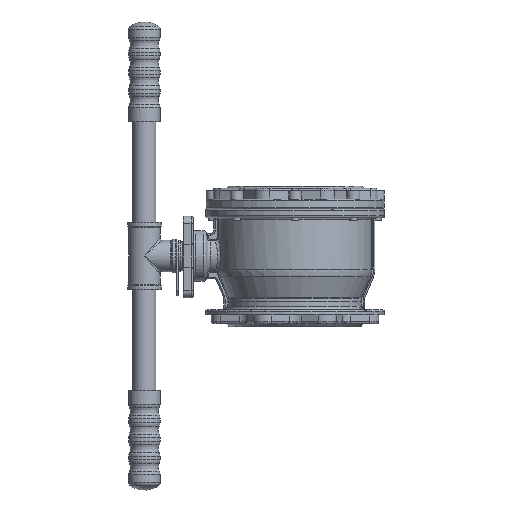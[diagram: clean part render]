
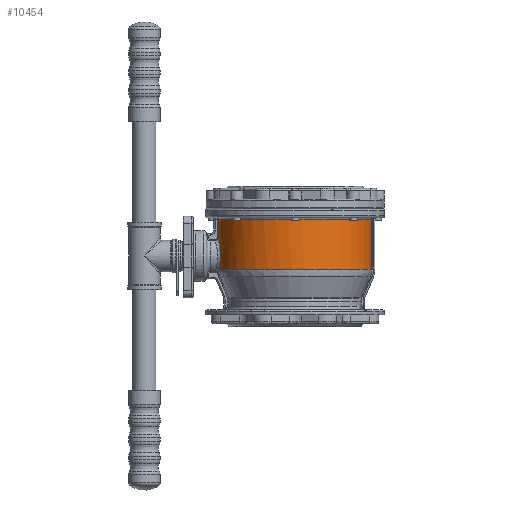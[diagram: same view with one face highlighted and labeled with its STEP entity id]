
A CAD part, left-side view. The second image highlights one B-rep face of the part: STEP entity #10454.
In plain terms, the highlighted cylindrical face has radius 107.5 mm (diameter 215 mm), a partial arc.
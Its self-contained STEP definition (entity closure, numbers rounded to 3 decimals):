
#284=B_SPLINE_CURVE_WITH_KNOTS('',3,(#39271,#39272,#39273,#39274,#39275,
#39276,#39277,#39278,#39279,#39280,#39281),.UNSPECIFIED.,.F.,.F.,(4,1,1,
1,1,1,1,1,4),(0.,0.063,0.125,0.25,0.375,0.5,0.625,0.75,1.),
 .UNSPECIFIED.);
#531=LINE('',#17353,#1096);
#594=LINE('',#34866,#1159);
#1096=VECTOR('',#12618,1000.);
#1159=VECTOR('',#12889,1000.);
#1842=CYLINDRICAL_SURFACE('',#11607,107.5);
#3668=ORIENTED_EDGE('',*,*,#5871,.T.);
#3669=ORIENTED_EDGE('',*,*,#5125,.T.);
#3670=ORIENTED_EDGE('',*,*,#5858,.T.);
#3671=ORIENTED_EDGE('',*,*,#5315,.T.);
#3672=ORIENTED_EDGE('',*,*,#5852,.T.);
#5125=EDGE_CURVE('',#6546,#6548,#531,.T.);
#5315=EDGE_CURVE('',#6664,#6660,#594,.T.);
#5852=EDGE_CURVE('',#6660,#6996,#284,.T.);
#5858=EDGE_CURVE('',#6548,#6664,#7709,.T.);
#5871=EDGE_CURVE('',#6996,#6546,#7721,.T.);
#6546=VERTEX_POINT('',#17327);
#6548=VERTEX_POINT('',#17352);
#6660=VERTEX_POINT('',#34451);
#6664=VERTEX_POINT('',#34863);
#6996=VERTEX_POINT('',#39282);
#7709=CIRCLE('',#11594,107.5);
#7721=CIRCLE('',#11608,107.5);
#8489=EDGE_LOOP('',(#3668,#3669,#3670,#3671,#3672));
#9396=FACE_BOUND('',#8489,.T.);
#10454=ADVANCED_FACE('',(#9396),#1842,.T.);
#11594=AXIS2_PLACEMENT_3D('',#39358,#14003,#14004);
#11607=AXIS2_PLACEMENT_3D('',#39380,#14030,#14031);
#11608=AXIS2_PLACEMENT_3D('',#39381,#14032,#14033);
#12618=DIRECTION('',(0.,0.,1.));
#12889=DIRECTION('',(0.,0.,-1.));
#14003=DIRECTION('',(0.,0.,-1.));
#14004=DIRECTION('',(1.,0.,0.));
#14030=DIRECTION('',(0.,0.,1.));
#14031=DIRECTION('',(1.,0.,0.));
#14032=DIRECTION('',(0.,0.,1.));
#14033=DIRECTION('',(1.,0.,0.));
#17327=CARTESIAN_POINT('',(-12.88,-106.726,-73.047));
#17352=CARTESIAN_POINT('',(-12.88,-106.726,-2.));
#17353=CARTESIAN_POINT('',(-12.88,-106.726,-78.12));
#34451=CARTESIAN_POINT('',(-13.744,106.618,-27.197));
#34863=CARTESIAN_POINT('',(-13.744,106.618,-2.));
#34866=CARTESIAN_POINT('',(-13.744,106.618,-78.12));
#39271=CARTESIAN_POINT('',(-13.744,106.618,-27.197));
#39272=CARTESIAN_POINT('',(-14.696,106.495,-27.741));
#39273=CARTESIAN_POINT('',(-16.526,106.234,-28.931));
#39274=CARTESIAN_POINT('',(-19.927,105.66,-31.752));
#39275=CARTESIAN_POINT('',(-23.492,104.925,-35.903));
#39276=CARTESIAN_POINT('',(-26.633,104.159,-41.772));
#39277=CARTESIAN_POINT('',(-28.44,103.671,-48.158));
#39278=CARTESIAN_POINT('',(-28.876,103.549,-54.795));
#39279=CARTESIAN_POINT('',(-27.577,103.909,-63.619));
#39280=CARTESIAN_POINT('',(-24.563,104.695,-69.632));
#39281=CARTESIAN_POINT('',(-21.766,105.273,-73.047));
#39282=CARTESIAN_POINT('',(-21.766,105.273,-73.047));
#39358=CARTESIAN_POINT('',(0.,0.,-2.));
#39380=CARTESIAN_POINT('',(0.,0.,-78.12));
#39381=CARTESIAN_POINT('',(0.,0.,-73.047));
